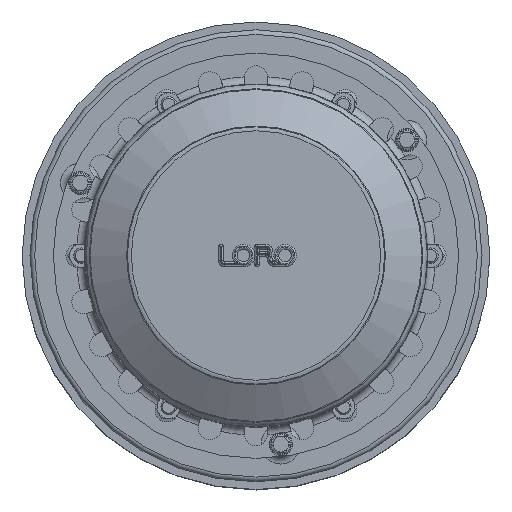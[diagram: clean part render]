
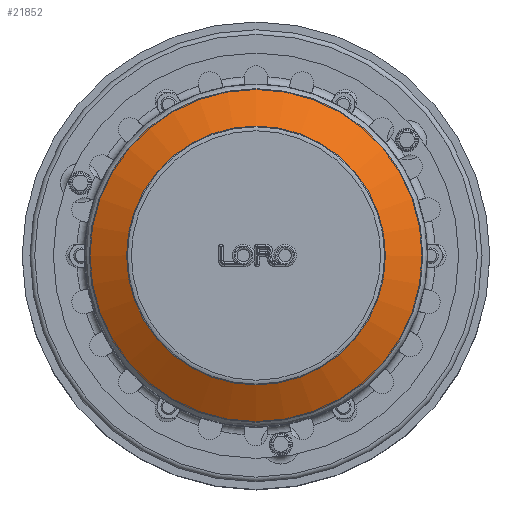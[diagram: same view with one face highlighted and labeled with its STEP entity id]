
A CAD part, top view. The second image highlights one B-rep face of the part: STEP entity #21852.
In plain terms, the highlighted conical face has half-angle 59.744 degrees and reference radius 950.348 mm.
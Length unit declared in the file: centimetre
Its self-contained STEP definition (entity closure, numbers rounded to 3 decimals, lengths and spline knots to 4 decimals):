
#2862=FACE_OUTER_BOUND('',#4439,.T.);
#4439=EDGE_LOOP('',(#18649,#18650,#18651,#18652,#18653,#18654));
#5750=LINE('',#44172,#6897);
#6897=VECTOR('',#30388,95.0348);
#8174=CIRCLE('',#24404,83.0464);
#8177=CIRCLE('',#24407,83.0464);
#8178=CIRCLE('',#24409,107.0232);
#8179=CIRCLE('',#24410,107.0232);
#10095=VERTEX_POINT('',#44160);
#10096=VERTEX_POINT('',#44161);
#10098=VERTEX_POINT('',#44168);
#10099=VERTEX_POINT('',#44169);
#13049=EDGE_CURVE('',#10095,#10096,#8174,.T.);
#13052=EDGE_CURVE('',#10096,#10095,#8177,.T.);
#13053=EDGE_CURVE('',#10098,#10099,#8178,.T.);
#13054=EDGE_CURVE('',#10099,#10098,#8179,.T.);
#13055=EDGE_CURVE('',#10099,#10096,#5750,.T.);
#18649=ORIENTED_EDGE('',*,*,#13053,.F.);
#18650=ORIENTED_EDGE('',*,*,#13054,.F.);
#18651=ORIENTED_EDGE('',*,*,#13055,.T.);
#18652=ORIENTED_EDGE('',*,*,#13052,.T.);
#18653=ORIENTED_EDGE('',*,*,#13049,.T.);
#18654=ORIENTED_EDGE('',*,*,#13055,.F.);
#20746=CONICAL_SURFACE('',#24408,95.0348,1.043);
#21852=ADVANCED_FACE('',(#2862),#20746,.T.);
#24404=AXIS2_PLACEMENT_3D('',#44162,#30374,#30375);
#24407=AXIS2_PLACEMENT_3D('',#44166,#30380,#30381);
#24408=AXIS2_PLACEMENT_3D('',#44167,#30382,#30383);
#24409=AXIS2_PLACEMENT_3D('',#44170,#30384,#30385);
#24410=AXIS2_PLACEMENT_3D('',#44171,#30386,#30387);
#30374=DIRECTION('center_axis',(0.,0.,
-1.));
#30375=DIRECTION('ref_axis',(1.,0.,0.));
#30380=DIRECTION('center_axis',(0.,0.,
-1.));
#30381=DIRECTION('ref_axis',(1.,0.,0.));
#30382=DIRECTION('center_axis',(0.,0.,
-1.));
#30383=DIRECTION('ref_axis',(-1.,0.,0.));
#30384=DIRECTION('center_axis',(0.,0.,
-1.));
#30385=DIRECTION('ref_axis',(1.,0.,0.));
#30386=DIRECTION('center_axis',(0.,0.,
-1.));
#30387=DIRECTION('ref_axis',(1.,0.,0.));
#30388=DIRECTION('',(-0.864,0.,0.504));
#44160=CARTESIAN_POINT('',(1103.9401,318.147,263.0441));
#44161=CARTESIAN_POINT('',(1186.9865,401.1934,263.0441));
#44162=CARTESIAN_POINT('Origin',(1103.9401,401.1934,263.0441));
#44166=CARTESIAN_POINT('Origin',(1103.9401,401.1934,263.0441));
#44167=CARTESIAN_POINT('Origin',(1103.9401,401.1934,256.0509));
#44168=CARTESIAN_POINT('',(1103.9401,294.1702,249.0576));
#44169=CARTESIAN_POINT('',(1210.9633,401.1934,249.0576));
#44170=CARTESIAN_POINT('Origin',(1103.9401,401.1934,249.0576));
#44171=CARTESIAN_POINT('Origin',(1103.9401,401.1934,249.0576));
#44172=CARTESIAN_POINT('',(1198.9749,401.1934,256.0509));
